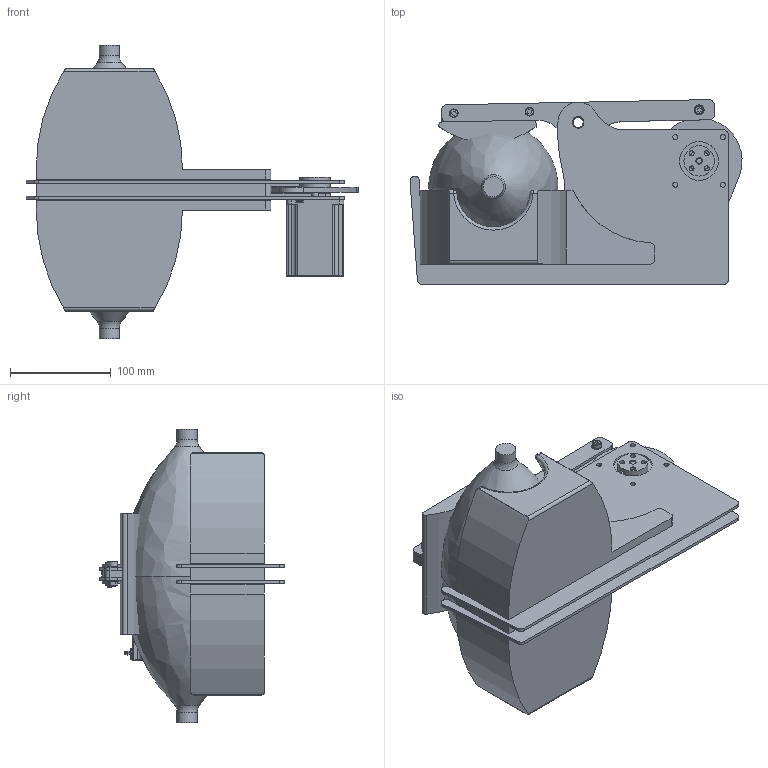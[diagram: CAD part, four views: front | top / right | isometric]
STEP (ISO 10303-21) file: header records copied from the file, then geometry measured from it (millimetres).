
FILE_DESCRIPTION(/* description */ (''),/* implementation_level */ '2;1');
FILE_NAME(/* name */ 'Reespirator23 v7.step',/* time_stamp */ '2020-03-17T10:52:36+01:00',/* author */ (''),/* organization */ (''),/* preprocessor_version */ 'ST-DEVELOPER v18',/* originating_system */ 'Autodesk Translation Framework v8.12.0.6',/* authorisation */ '');
FILE_SCHEMA (('AUTOMOTIVE_DESIGN { 1 0 10303 214 3 1 1 }'));
Length unit declared in the file: millimetre
Products named in the file (15): Reespirator23; conjunto; bearing_625zz_0; palanca-CNC-LASER; empujador; item_8_0_004_12_biq41gv2ypkypls4gfckj5y0b; AR M5; separador-eje-principal; tuerca_din934_m5-10; balloon; NEMA23 57BYGH627; Pieza15; leva; soporte-globo; acople leva
Assembly tree (27 placements, depth 3):
  Reespirator23
    conjunto
      bearing_625zz_0
      palanca-CNC-LASER  x2
      AR M5  x6
      empujador
      item_8_0_004_12_biq41gv2ypkypls4gfckj5y0b  x3
      tuerca_din934_m5-10  x5
      separador-eje-principal
    balloon
    NEMA23 57BYGH627
    Pieza15  x2
    leva
    soporte-globo
    acople leva
Bounding box: 328.81 x 182.99 x 291 mm (x, y, z)
Volume: 3854779.6 mm3; surface area: 487388.8 mm2
Topology: 26 solids, 31 shells, 729 faces, 1891 edges, 1232 vertices
Faces by surface type: plane 295, cylinder 247, torus 82, cone 75, bspline 16, sphere 14
Full cylindrical faces by diameter (mm): 1 x4, 1.5 x4, 2.5 x4, 3 x8, 3.332 x1, 4 x1, 4.134 x5, 4.234 x4, 5 x30, 5.5 x4, 5.6 x4, 6.35 x2, 6.5 x1, 8.5 x3, 8.667 x1, 10 x9, 10.23 x2, 10.77 x2, 11.5 x2, 12 x2, 12.333 x1, 16 x1, 20 x3, 30 x1, 38.1 x1, 38.5 x2
Entity records: 20819 total; most frequent: CARTESIAN_POINT 5035, DIRECTION 3455, ORIENTED_EDGE 2968, EDGE_CURVE 1484, AXIS2_PLACEMENT_3D 1456, VERTEX_POINT 957, CIRCLE 818, EDGE_LOOP 689
